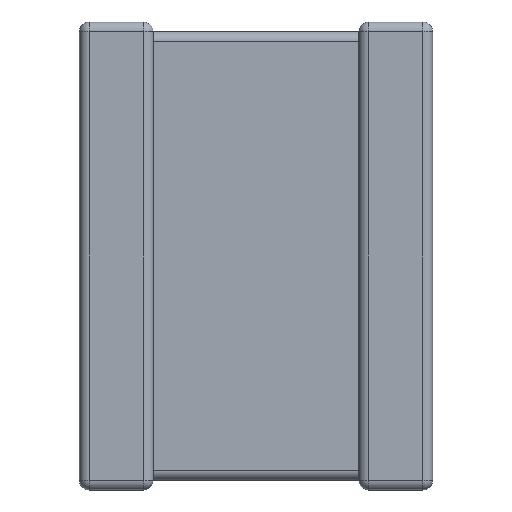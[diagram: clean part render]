
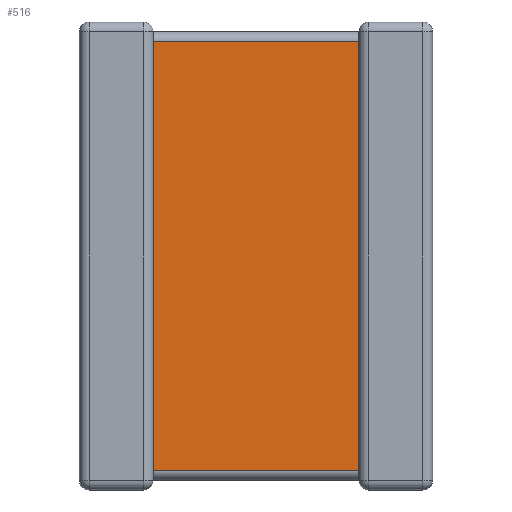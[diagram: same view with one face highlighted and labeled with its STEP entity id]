
A CAD part, front view. The second image highlights one B-rep face of the part: STEP entity #516.
In plain terms, the highlighted planar face has unit normal (0, -1, 0).
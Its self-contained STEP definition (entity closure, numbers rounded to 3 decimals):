
#1 = DIRECTION ( 'NONE',  ( 0., 0., 1. ) ) ;
#50 = CARTESIAN_POINT ( 'NONE',  ( 6.33, 0.22, -0.441 ) ) ;
#123 = ORIENTED_EDGE ( 'NONE', *, *, #1323, .T. ) ;
#275 = LINE ( 'NONE', #3009, #1991 ) ;
#468 = DIRECTION ( 'NONE',  ( 0., -1., 0. ) ) ;
#516 = ADVANCED_FACE ( 'NONE', ( #1888 ), #766, .T. ) ;
#766 = PLANE ( 'NONE',  #2825 ) ;
#991 = CARTESIAN_POINT ( 'NONE',  ( 6.33, 0.22, -10.159 ) ) ;
#1011 = CARTESIAN_POINT ( 'NONE',  ( 6.33, 0.22, -10.6 ) ) ;
#1315 = VECTOR ( 'NONE', #1481, 1000. ) ;
#1323 = EDGE_CURVE ( 'NONE', #2990, #3270, #1974, .T. ) ;
#1417 = CARTESIAN_POINT ( 'NONE',  ( 1.67, 0.22, -10.159 ) ) ;
#1478 = DIRECTION ( 'NONE',  ( -1., 0., 0. ) ) ;
#1481 = DIRECTION ( 'NONE',  ( 1., 0., 0. ) ) ;
#1888 = FACE_OUTER_BOUND ( 'NONE', #2265, .T. ) ;
#1974 = LINE ( 'NONE', #3910, #1315 ) ;
#1976 = ORIENTED_EDGE ( 'NONE', *, *, #4227, .T. ) ;
#1991 = VECTOR ( 'NONE', #4351, 1000. ) ;
#2158 = EDGE_CURVE ( 'NONE', #2990, #4044, #275, .T. ) ;
#2218 = LINE ( 'NONE', #2464, #3343 ) ;
#2265 = EDGE_LOOP ( 'NONE', ( #4264, #123, #1976, #3529 ) ) ;
#2464 = CARTESIAN_POINT ( 'NONE',  ( 1.67, 0.22, -0.441 ) ) ;
#2544 = LINE ( 'NONE', #1011, #4029 ) ;
#2796 = VERTEX_POINT ( 'NONE', #50 ) ;
#2825 = AXIS2_PLACEMENT_3D ( 'NONE', #3504, #468, #3216 ) ;
#2886 = CARTESIAN_POINT ( 'NONE',  ( 1.67, 0.22, -0.441 ) ) ;
#2990 = VERTEX_POINT ( 'NONE', #1417 ) ;
#3009 = CARTESIAN_POINT ( 'NONE',  ( 1.67, 0.22, -10.6 ) ) ;
#3216 = DIRECTION ( 'NONE',  ( 1., 0., 0. ) ) ;
#3270 = VERTEX_POINT ( 'NONE', #991 ) ;
#3343 = VECTOR ( 'NONE', #1478, 1000. ) ;
#3504 = CARTESIAN_POINT ( 'NONE',  ( 1.67, 0.22, -10.6 ) ) ;
#3529 = ORIENTED_EDGE ( 'NONE', *, *, #3810, .T. ) ;
#3810 = EDGE_CURVE ( 'NONE', #2796, #4044, #2218, .T. ) ;
#3910 = CARTESIAN_POINT ( 'NONE',  ( 6.33, 0.22, -10.159 ) ) ;
#4029 = VECTOR ( 'NONE', #1, 1000. ) ;
#4044 = VERTEX_POINT ( 'NONE', #2886 ) ;
#4227 = EDGE_CURVE ( 'NONE', #3270, #2796, #2544, .T. ) ;
#4264 = ORIENTED_EDGE ( 'NONE', *, *, #2158, .F. ) ;
#4351 = DIRECTION ( 'NONE',  ( 0., 0., 1. ) ) ;
